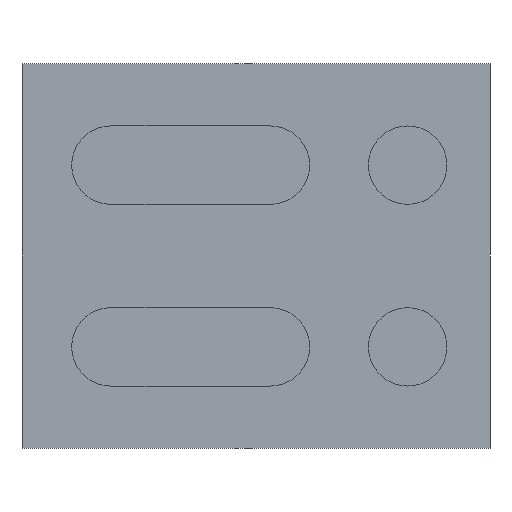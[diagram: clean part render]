
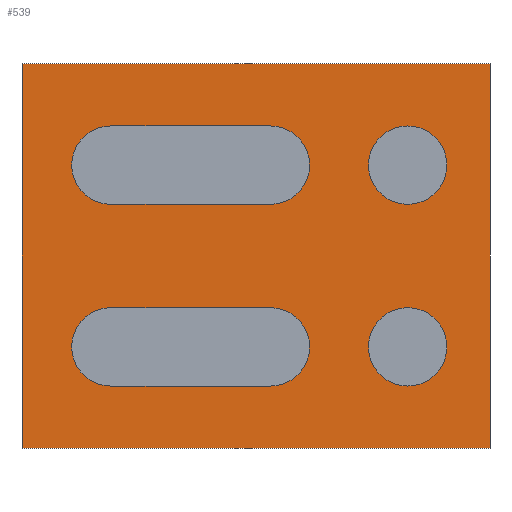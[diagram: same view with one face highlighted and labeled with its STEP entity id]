
A CAD part, front view. The second image highlights one B-rep face of the part: STEP entity #539.
In plain terms, the highlighted planar face has unit normal (0, -1, 0).
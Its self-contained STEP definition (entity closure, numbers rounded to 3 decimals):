
#39=PLANE('',#642);
#61=LINE('',#871,#105);
#64=LINE('',#877,#108);
#67=LINE('',#898,#111);
#72=LINE('',#916,#116);
#73=LINE('',#918,#117);
#74=LINE('',#921,#118);
#75=LINE('',#923,#119);
#76=LINE('',#925,#120);
#105=VECTOR('',#698,1000.);
#108=VECTOR('',#703,1000.);
#111=VECTOR('',#728,1000.);
#116=VECTOR('',#749,1000.);
#117=VECTOR('',#752,1000.);
#118=VECTOR('',#753,1000.);
#119=VECTOR('',#754,1000.);
#120=VECTOR('',#755,1000.);
#191=ORIENTED_EDGE('',*,*,#295,.T.);
#192=ORIENTED_EDGE('',*,*,#307,.F.);
#193=ORIENTED_EDGE('',*,*,#308,.F.);
#194=ORIENTED_EDGE('',*,*,#304,.F.);
#195=ORIENTED_EDGE('',*,*,#299,.F.);
#196=ORIENTED_EDGE('',*,*,#309,.T.);
#197=ORIENTED_EDGE('',*,*,#310,.T.);
#198=ORIENTED_EDGE('',*,*,#311,.T.);
#199=ORIENTED_EDGE('',*,*,#312,.T.);
#200=ORIENTED_EDGE('',*,*,#293,.T.);
#201=ORIENTED_EDGE('',*,*,#292,.T.);
#202=ORIENTED_EDGE('',*,*,#288,.T.);
#203=ORIENTED_EDGE('',*,*,#283,.T.);
#204=ORIENTED_EDGE('',*,*,#291,.T.);
#283=EDGE_CURVE('',#352,#351,#398,.F.);
#288=EDGE_CURVE('',#355,#352,#61,.T.);
#291=EDGE_CURVE('',#351,#356,#64,.T.);
#292=EDGE_CURVE('',#356,#355,#400,.F.);
#293=EDGE_CURVE('',#357,#357,#401,.F.);
#295=EDGE_CURVE('',#359,#359,#403,.F.);
#299=EDGE_CURVE('',#363,#364,#67,.T.);
#304=EDGE_CURVE('',#364,#367,#407,.T.);
#307=EDGE_CURVE('',#368,#363,#408,.T.);
#308=EDGE_CURVE('',#367,#368,#72,.T.);
#309=EDGE_CURVE('',#369,#370,#73,.T.);
#310=EDGE_CURVE('',#370,#371,#74,.T.);
#311=EDGE_CURVE('',#371,#372,#75,.T.);
#312=EDGE_CURVE('',#372,#369,#76,.T.);
#351=VERTEX_POINT('',#860);
#352=VERTEX_POINT('',#862);
#355=VERTEX_POINT('',#872);
#356=VERTEX_POINT('',#876);
#357=VERTEX_POINT('',#882);
#359=VERTEX_POINT('',#888);
#363=VERTEX_POINT('',#897);
#364=VERTEX_POINT('',#899);
#367=VERTEX_POINT('',#909);
#368=VERTEX_POINT('',#913);
#369=VERTEX_POINT('',#919);
#370=VERTEX_POINT('',#920);
#371=VERTEX_POINT('',#922);
#372=VERTEX_POINT('',#924);
#398=CIRCLE('',#618,0.15);
#400=CIRCLE('',#624,0.15);
#401=CIRCLE('',#626,0.15);
#403=CIRCLE('',#630,0.15);
#407=CIRCLE('',#638,0.15);
#408=CIRCLE('',#640,0.15);
#437=EDGE_LOOP('',(#191));
#438=EDGE_LOOP('',(#192,#193,#194,#195));
#439=EDGE_LOOP('',(#196,#197,#198,#199));
#440=EDGE_LOOP('',(#200));
#441=EDGE_LOOP('',(#201,#202,#203,#204));
#483=FACE_BOUND('',#437,.T.);
#484=FACE_BOUND('',#438,.T.);
#485=FACE_BOUND('',#439,.T.);
#486=FACE_BOUND('',#440,.T.);
#487=FACE_BOUND('',#441,.T.);
#539=ADVANCED_FACE('',(#483,#484,#485,#486,#487),#39,.T.);
#618=AXIS2_PLACEMENT_3D('',#861,#687,#688);
#624=AXIS2_PLACEMENT_3D('',#879,#706,#707);
#626=AXIS2_PLACEMENT_3D('',#881,#710,#711);
#630=AXIS2_PLACEMENT_3D('',#887,#718,#719);
#638=AXIS2_PLACEMENT_3D('',#908,#739,#740);
#640=AXIS2_PLACEMENT_3D('',#914,#745,#746);
#642=AXIS2_PLACEMENT_3D('',#917,#750,#751);
#687=DIRECTION('',(0.,-1.,0.));
#688=DIRECTION('',(0.,0.,-1.));
#698=DIRECTION('',(1.,0.,0.));
#703=DIRECTION('',(-1.,0.,0.));
#706=DIRECTION('',(0.,-1.,0.));
#707=DIRECTION('',(0.,0.,-1.));
#710=DIRECTION('',(0.,-1.,0.));
#711=DIRECTION('',(0.,0.,-1.));
#718=DIRECTION('',(0.,-1.,0.));
#719=DIRECTION('',(0.,0.,-1.));
#728=DIRECTION('',(1.,0.,0.));
#739=DIRECTION('',(0.,-1.,0.));
#740=DIRECTION('',(0.,0.,-1.));
#745=DIRECTION('',(0.,-1.,0.));
#746=DIRECTION('',(0.,0.,-1.));
#749=DIRECTION('',(-1.,0.,0.));
#750=DIRECTION('',(0.,-1.,0.));
#751=DIRECTION('',(0.,0.,-1.));
#752=DIRECTION('',(-1.,0.,0.));
#753=DIRECTION('',(0.,0.,-1.));
#754=DIRECTION('',(1.,0.,0.));
#755=DIRECTION('',(0.,0.,1.));
#860=CARTESIAN_POINT('',(0.055,0.,-0.498));
#861=CARTESIAN_POINT('',(0.055,0.,-0.347));
#862=CARTESIAN_POINT('',(0.055,0.,-0.197));
#871=CARTESIAN_POINT('',(0.,0.,-0.197));
#872=CARTESIAN_POINT('',(-0.555,0.,-0.197));
#876=CARTESIAN_POINT('',(-0.555,0.,-0.498));
#877=CARTESIAN_POINT('',(0.,0.,-0.498));
#879=CARTESIAN_POINT('',(-0.555,0.,-0.347));
#881=CARTESIAN_POINT('',(0.58,0.,-0.347));
#882=CARTESIAN_POINT('',(0.58,0.,-0.498));
#887=CARTESIAN_POINT('',(0.58,0.,0.347));
#888=CARTESIAN_POINT('',(0.58,0.,0.197));
#897=CARTESIAN_POINT('',(-0.555,0.,0.197));
#898=CARTESIAN_POINT('',(0.,0.,0.197));
#899=CARTESIAN_POINT('',(0.055,0.,0.197));
#908=CARTESIAN_POINT('',(0.055,0.,0.347));
#909=CARTESIAN_POINT('',(0.055,0.,0.498));
#913=CARTESIAN_POINT('',(-0.555,0.,0.498));
#914=CARTESIAN_POINT('',(-0.555,0.,0.347));
#916=CARTESIAN_POINT('',(0.,0.,0.498));
#917=CARTESIAN_POINT('',(0.,0.,0.));
#918=CARTESIAN_POINT('',(0.895,0.,0.735));
#919=CARTESIAN_POINT('',(0.895,0.,0.735));
#920=CARTESIAN_POINT('',(-0.895,0.,0.735));
#921=CARTESIAN_POINT('',(-0.895,0.,0.735));
#922=CARTESIAN_POINT('',(-0.895,0.,-0.735));
#923=CARTESIAN_POINT('',(-0.895,0.,-0.735));
#924=CARTESIAN_POINT('',(0.895,0.,-0.735));
#925=CARTESIAN_POINT('',(0.895,0.,-0.735));
